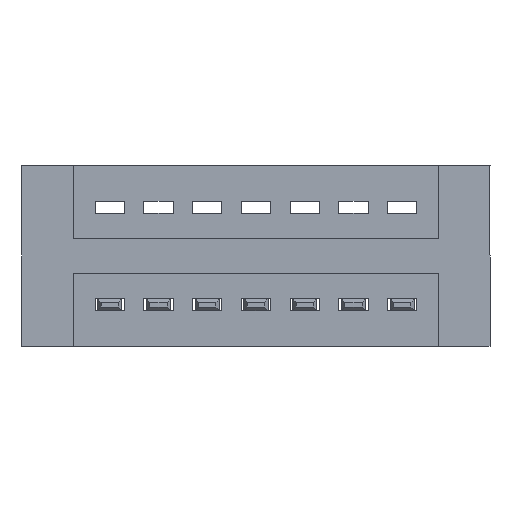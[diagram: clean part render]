
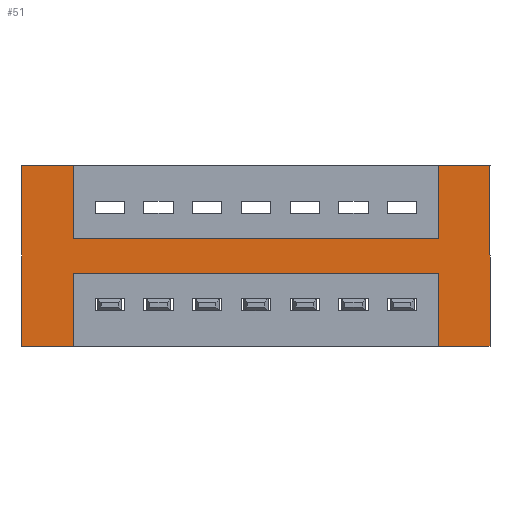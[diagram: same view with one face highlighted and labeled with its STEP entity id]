
A CAD part, front view. The second image highlights one B-rep face of the part: STEP entity #51.
In plain terms, the highlighted planar face has unit normal (0, -1, 0).
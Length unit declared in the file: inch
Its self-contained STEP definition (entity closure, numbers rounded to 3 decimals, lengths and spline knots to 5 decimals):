
#51 = ADVANCED_FACE ( 'NONE', ( #7811 ), #5252, .T. ) ;
#100 = CARTESIAN_POINT ( 'NONE',  ( 0.3925, 0., -0.15 ) ) ;
#266 = VERTEX_POINT ( 'NONE', #8327 ) ;
#384 = DIRECTION ( 'NONE',  ( 0., 0., -1. ) ) ;
#597 = CARTESIAN_POINT ( 'NONE',  ( 0.2875, 0., 0. ) ) ;
#622 = CARTESIAN_POINT ( 'NONE',  ( 0.3925, 0., 0. ) ) ;
#625 = EDGE_LOOP ( 'NONE', ( #7377, #3522, #5152, #9126, #7477, #796, #4463, #6012, #7572, #4053, #1525, #2345 ) ) ;
#765 = VECTOR ( 'NONE', #6025, 39.37008 ) ;
#796 = ORIENTED_EDGE ( 'NONE', *, *, #8042, .F. ) ;
#1016 = VECTOR ( 'NONE', #8471, 39.37008 ) ;
#1082 = VECTOR ( 'NONE', #6381, 39.37008 ) ;
#1284 = VERTEX_POINT ( 'NONE', #8725 ) ;
#1364 = VECTOR ( 'NONE', #3258, 39.37008 ) ;
#1485 = EDGE_CURVE ( 'NONE', #1284, #4954, #9052, .T. ) ;
#1525 = ORIENTED_EDGE ( 'NONE', *, *, #5659, .F. ) ;
#1589 = LINE ( 'NONE', #2272, #2164 ) ;
#1805 = VERTEX_POINT ( 'NONE', #5286 ) ;
#1872 = LINE ( 'NONE', #2461, #3613 ) ;
#1875 = VERTEX_POINT ( 'NONE', #3124 ) ;
#2164 = VECTOR ( 'NONE', #8032, 39.37008 ) ;
#2272 = CARTESIAN_POINT ( 'NONE',  ( 0.3925, 0., -0.22 ) ) ;
#2345 = ORIENTED_EDGE ( 'NONE', *, *, #4215, .F. ) ;
#2461 = CARTESIAN_POINT ( 'NONE',  ( 1.1425, 0., 0. ) ) ;
#2550 = CARTESIAN_POINT ( 'NONE',  ( 1.2475, 0., 0. ) ) ;
#2582 = DIRECTION ( 'NONE',  ( 0., 0., -1. ) ) ;
#2670 = VECTOR ( 'NONE', #9271, 39.37008 ) ;
#2753 = EDGE_CURVE ( 'NONE', #266, #9029, #5373, .T. ) ;
#3091 = EDGE_CURVE ( 'NONE', #1805, #1284, #5576, .T. ) ;
#3124 = CARTESIAN_POINT ( 'NONE',  ( 1.1425, 0., -0.15 ) ) ;
#3258 = DIRECTION ( 'NONE',  ( -1., 0., 0. ) ) ;
#3271 = VECTOR ( 'NONE', #2582, 39.37008 ) ;
#3420 = VECTOR ( 'NONE', #7804, 39.37008 ) ;
#3522 = ORIENTED_EDGE ( 'NONE', *, *, #5619, .F. ) ;
#3613 = VECTOR ( 'NONE', #7567, 39.37008 ) ;
#3862 = CARTESIAN_POINT ( 'NONE',  ( 0.3925, 0., 0. ) ) ;
#4053 = ORIENTED_EDGE ( 'NONE', *, *, #8872, .F. ) ;
#4102 = LINE ( 'NONE', #7872, #1016 ) ;
#4174 = CARTESIAN_POINT ( 'NONE',  ( 0., 0., -0.37 ) ) ;
#4215 = EDGE_CURVE ( 'NONE', #266, #9444, #5006, .T. ) ;
#4400 = VERTEX_POINT ( 'NONE', #622 ) ;
#4446 = CARTESIAN_POINT ( 'NONE',  ( 1.1425, 0., -0.37 ) ) ;
#4460 = CARTESIAN_POINT ( 'NONE',  ( 0.2875, 0., -0.37 ) ) ;
#4463 = ORIENTED_EDGE ( 'NONE', *, *, #5548, .T. ) ;
#4789 = CARTESIAN_POINT ( 'NONE',  ( 0.2875, 0., 0. ) ) ;
#4954 = VERTEX_POINT ( 'NONE', #4460 ) ;
#5006 = LINE ( 'NONE', #4174, #1082 ) ;
#5086 = EDGE_CURVE ( 'NONE', #1875, #5579, #1872, .T. ) ;
#5105 = LINE ( 'NONE', #100, #6814 ) ;
#5152 = ORIENTED_EDGE ( 'NONE', *, *, #5086, .F. ) ;
#5230 = EDGE_CURVE ( 'NONE', #8111, #1875, #5105, .T. ) ;
#5252 = PLANE ( 'NONE',  #7641 ) ;
#5257 = DIRECTION ( 'NONE',  ( 1., 0., 0. ) ) ;
#5286 = CARTESIAN_POINT ( 'NONE',  ( 0.3925, 0., -0.22 ) ) ;
#5373 = LINE ( 'NONE', #8597, #3420 ) ;
#5450 = EDGE_CURVE ( 'NONE', #4400, #8111, #7023, .T. ) ;
#5548 = EDGE_CURVE ( 'NONE', #7160, #4954, #8764, .T. ) ;
#5576 = LINE ( 'NONE', #8271, #765 ) ;
#5579 = VERTEX_POINT ( 'NONE', #6917 ) ;
#5619 = EDGE_CURVE ( 'NONE', #5579, #9029, #9446, .T. ) ;
#5659 = EDGE_CURVE ( 'NONE', #9444, #9429, #8880, .T. ) ;
#6012 = ORIENTED_EDGE ( 'NONE', *, *, #1485, .F. ) ;
#6025 = DIRECTION ( 'NONE',  ( 0., 0., -1. ) ) ;
#6136 = CARTESIAN_POINT ( 'NONE',  ( 0., 0., -0.37 ) ) ;
#6229 = CARTESIAN_POINT ( 'NONE',  ( 0., 0., 0. ) ) ;
#6240 = VECTOR ( 'NONE', #384, 39.37008 ) ;
#6381 = DIRECTION ( 'NONE',  ( -1., 0., 0. ) ) ;
#6814 = VECTOR ( 'NONE', #5257, 39.37008 ) ;
#6917 = CARTESIAN_POINT ( 'NONE',  ( 1.1425, 0., 0. ) ) ;
#7023 = LINE ( 'NONE', #3862, #3271 ) ;
#7160 = VERTEX_POINT ( 'NONE', #597 ) ;
#7377 = ORIENTED_EDGE ( 'NONE', *, *, #2753, .T. ) ;
#7464 = DIRECTION ( 'NONE',  ( 0., -1., 0. ) ) ;
#7477 = ORIENTED_EDGE ( 'NONE', *, *, #5450, .F. ) ;
#7567 = DIRECTION ( 'NONE',  ( 0., 0., 1. ) ) ;
#7572 = ORIENTED_EDGE ( 'NONE', *, *, #3091, .F. ) ;
#7641 = AXIS2_PLACEMENT_3D ( 'NONE', #8130, #7464, #8886 ) ;
#7804 = DIRECTION ( 'NONE',  ( 0., 0., 1. ) ) ;
#7811 = FACE_OUTER_BOUND ( 'NONE', #625, .T. ) ;
#7872 = CARTESIAN_POINT ( 'NONE',  ( 0., 0., 0. ) ) ;
#7917 = CARTESIAN_POINT ( 'NONE',  ( 1.1425, 0., -0.37 ) ) ;
#7946 = VECTOR ( 'NONE', #8682, 39.37008 ) ;
#8032 = DIRECTION ( 'NONE',  ( -1., 0., 0. ) ) ;
#8042 = EDGE_CURVE ( 'NONE', #7160, #4400, #4102, .T. ) ;
#8111 = VERTEX_POINT ( 'NONE', #9220 ) ;
#8130 = CARTESIAN_POINT ( 'NONE',  ( 0., 0., -0.37 ) ) ;
#8271 = CARTESIAN_POINT ( 'NONE',  ( 0.3925, 0., -0.37 ) ) ;
#8327 = CARTESIAN_POINT ( 'NONE',  ( 1.2475, 0., -0.37 ) ) ;
#8471 = DIRECTION ( 'NONE',  ( 1., 0., 0. ) ) ;
#8597 = CARTESIAN_POINT ( 'NONE',  ( 1.2475, 0., 0. ) ) ;
#8682 = DIRECTION ( 'NONE',  ( 1., 0., 0. ) ) ;
#8723 = CARTESIAN_POINT ( 'NONE',  ( 1.1425, 0., -0.22 ) ) ;
#8725 = CARTESIAN_POINT ( 'NONE',  ( 0.3925, 0., -0.37 ) ) ;
#8764 = LINE ( 'NONE', #4789, #6240 ) ;
#8872 = EDGE_CURVE ( 'NONE', #9429, #1805, #1589, .T. ) ;
#8880 = LINE ( 'NONE', #7917, #2670 ) ;
#8886 = DIRECTION ( 'NONE',  ( 0., 0., -1. ) ) ;
#9029 = VERTEX_POINT ( 'NONE', #2550 ) ;
#9052 = LINE ( 'NONE', #6136, #1364 ) ;
#9126 = ORIENTED_EDGE ( 'NONE', *, *, #5230, .F. ) ;
#9220 = CARTESIAN_POINT ( 'NONE',  ( 0.3925, 0., -0.15 ) ) ;
#9271 = DIRECTION ( 'NONE',  ( 0., 0., 1. ) ) ;
#9429 = VERTEX_POINT ( 'NONE', #8723 ) ;
#9444 = VERTEX_POINT ( 'NONE', #4446 ) ;
#9446 = LINE ( 'NONE', #6229, #7946 ) ;
